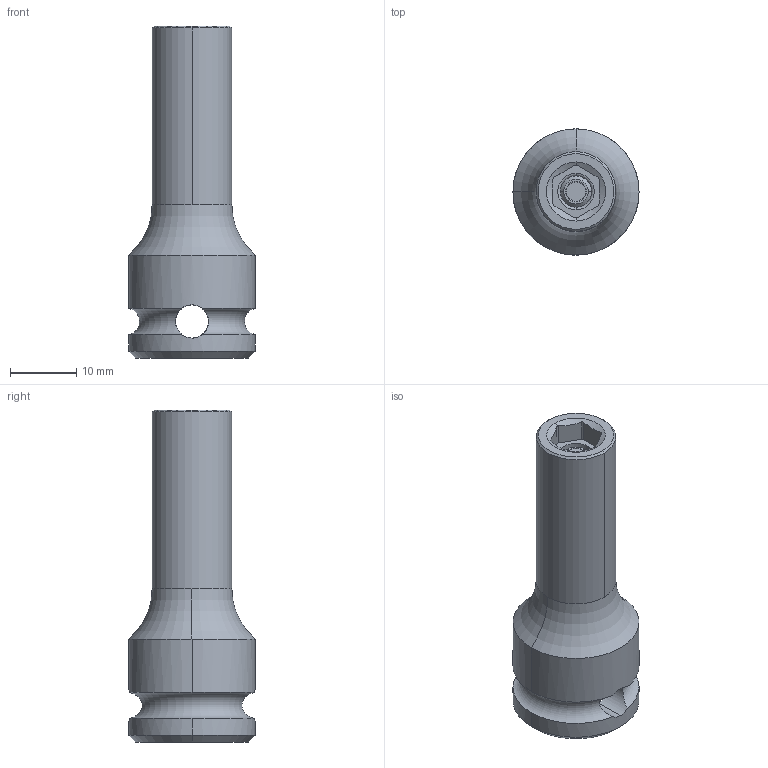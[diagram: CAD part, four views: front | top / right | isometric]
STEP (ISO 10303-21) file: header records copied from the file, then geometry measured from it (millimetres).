
FILE_DESCRIPTION((''),'2;1');
FILE_NAME('4027120707','2023-09-26T08:40:47',('a00565553'),(''),'CREO PARAMETRIC BY PTC INC, 2022414','CREO PARAMETRIC BY PTC INC, 2022414','');
FILE_SCHEMA(('CONFIG_CONTROL_DESIGN','GEOMETRIC_VALIDATION_PROPERTIES_MIM'));
Length unit declared in the file: millimetre
Products named in the file (1): 4027120707
Bounding box: 19 x 19 x 50 mm (x, y, z)
Volume: 6454.9 mm3; surface area: 4457.4 mm2
Topology: 4 solids, 4 shells, 96 faces, 234 edges, 143 vertices
Faces by surface type: cylinder 35, plane 25, cone 16, torus 14, bspline 6
Entity records: 5595 total; most frequent: CARTESIAN_POINT 3129, DIRECTION 469, ORIENTED_EDGE 464, EDGE_CURVE 232, AXIS2_PLACEMENT_3D 196, VERTEX_POINT 143, CIRCLE 106, EDGE_LOOP 103
